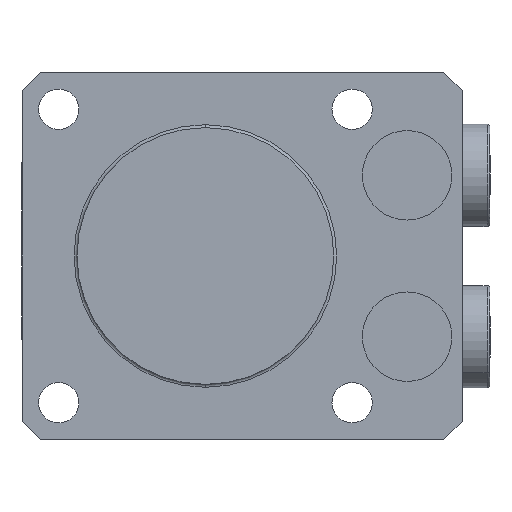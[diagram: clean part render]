
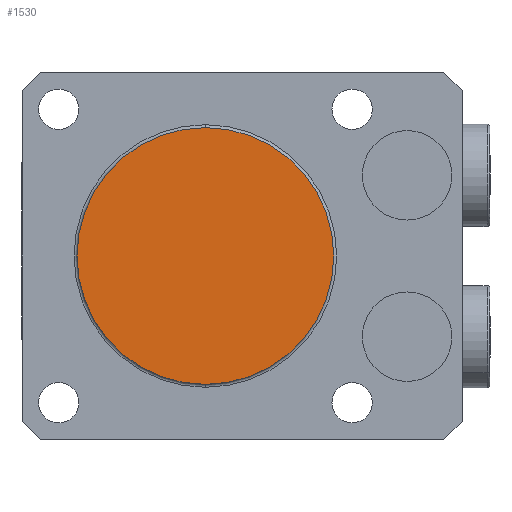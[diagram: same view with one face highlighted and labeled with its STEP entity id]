
A CAD part, front view. The second image highlights one B-rep face of the part: STEP entity #1530.
In plain terms, the highlighted planar face has unit normal (0, -1, 0).
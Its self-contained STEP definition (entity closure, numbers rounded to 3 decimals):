
#716 = CARTESIAN_POINT ( 'NONE',  ( 0., -58., -17.5 ) ) ;
#717 = DIRECTION ( 'NONE',  ( 0., 0., -1. ) ) ;
#718 = DIRECTION ( 'NONE',  ( 0., -1., 0. ) ) ;
#719 = CARTESIAN_POINT ( 'NONE',  ( 0., -58., 0. ) ) ;
#720 = AXIS2_PLACEMENT_3D ( 'NONE', #719, #718, #717 ) ;
#721 = CIRCLE ( 'NONE', #720, 17.5 ) ;
#722 = CARTESIAN_POINT ( 'NONE',  ( 0., -58., 17.5 ) ) ;
#1530 = ADVANCED_FACE ( 'NONE', ( #4716 ), #4767, .T. ) ;
#1531 = ORIENTED_EDGE ( 'NONE', *, *, #3680, .T. ) ;
#1532 = ORIENTED_EDGE ( 'NONE', *, *, #1553, .T. ) ;
#1553 = EDGE_CURVE ( 'NONE', #3678, #3681, #4793, .T. ) ;
#3678 = VERTEX_POINT ( 'NONE', #722 ) ;
#3680 = EDGE_CURVE ( 'NONE', #3681, #3678, #721, .T. ) ;
#3681 = VERTEX_POINT ( 'NONE', #716 ) ;
#4716 = FACE_OUTER_BOUND ( 'NONE', #8357, .T. ) ;
#4763 = DIRECTION ( 'NONE',  ( 0., 0., -1. ) ) ;
#4764 = DIRECTION ( 'NONE',  ( 0., -1., 0. ) ) ;
#4765 = CARTESIAN_POINT ( 'NONE',  ( 25., -58., 25. ) ) ;
#4766 = AXIS2_PLACEMENT_3D ( 'NONE', #4765, #4764, #4763 ) ;
#4767 = PLANE ( 'NONE',  #4766 ) ;
#4784 = DIRECTION ( 'NONE',  ( 0., 0., -1. ) ) ;
#4785 = DIRECTION ( 'NONE',  ( 0., -1., 0. ) ) ;
#4786 = CARTESIAN_POINT ( 'NONE',  ( 0., -58., 0. ) ) ;
#4787 = AXIS2_PLACEMENT_3D ( 'NONE', #4786, #4785, #4784 ) ;
#4793 = CIRCLE ( 'NONE', #4787, 17.5 ) ;
#8357 = EDGE_LOOP ( 'NONE', ( #1531, #1532 ) ) ;
